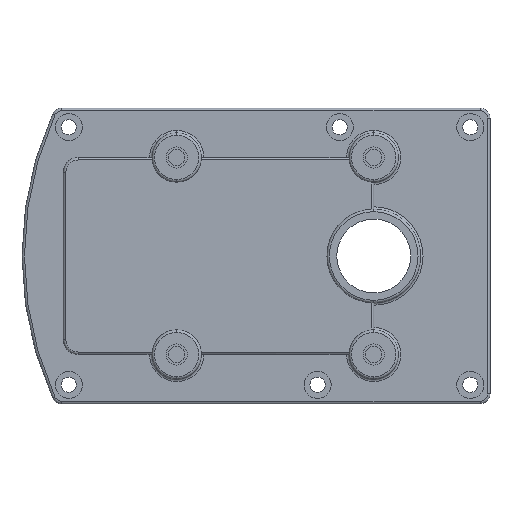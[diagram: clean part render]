
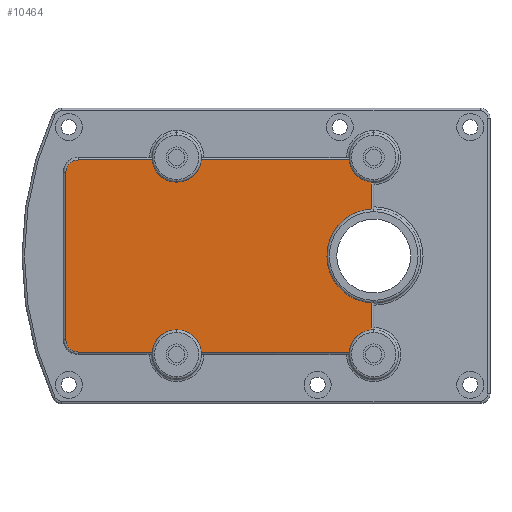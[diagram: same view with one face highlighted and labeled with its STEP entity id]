
A CAD part, front view. The second image highlights one B-rep face of the part: STEP entity #10464.
In plain terms, the highlighted planar face has unit normal (0, -1, 0).
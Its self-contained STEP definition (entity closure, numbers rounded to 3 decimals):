
#117 = EDGE_CURVE ( 'NONE', #2155, #769, #1973, .T. ) ;
#325 = VERTEX_POINT ( 'NONE', #7147 ) ;
#459 = CARTESIAN_POINT ( 'NONE',  ( 0.9, -2., -9.5 ) ) ;
#472 = CARTESIAN_POINT ( 'NONE',  ( 1.4, -2., -20. ) ) ;
#491 = EDGE_CURVE ( 'NONE', #5372, #12590, #16113, .T. ) ;
#560 = DIRECTION ( 'NONE',  ( 0., 0., -1. ) ) ;
#769 = VERTEX_POINT ( 'NONE', #15562 ) ;
#814 = VECTOR ( 'NONE', #12742, 1000. ) ;
#936 = CARTESIAN_POINT ( 'NONE',  ( -33.6, -2., 19.5 ) ) ;
#1093 = EDGE_CURVE ( 'NONE', #2228, #2155, #12016, .T. ) ;
#1314 = EDGE_CURVE ( 'NONE', #12590, #3246, #14190, .T. ) ;
#1349 = PLANE ( 'NONE',  #8837 ) ;
#1426 = VECTOR ( 'NONE', #4624, 1000. ) ;
#1701 = CARTESIAN_POINT ( 'NONE',  ( -61.1, -2., -17. ) ) ;
#1768 = EDGE_CURVE ( 'NONE', #13124, #4889, #7653, .T. ) ;
#1932 = DIRECTION ( 'NONE',  ( 0., 0., -1. ) ) ;
#1973 = CIRCLE ( 'NONE', #2840, 5. ) ;
#2155 = VERTEX_POINT ( 'NONE', #14406 ) ;
#2177 = DIRECTION ( 'NONE',  ( 0., 1., 0. ) ) ;
#2228 = VERTEX_POINT ( 'NONE', #16482 ) ;
#2242 = ORIENTED_EDGE ( 'NONE', *, *, #9921, .T. ) ;
#2289 = CARTESIAN_POINT ( 'NONE',  ( 1.4, -2., 20. ) ) ;
#2432 = CARTESIAN_POINT ( 'NONE',  ( -43.6, -2., -19.5 ) ) ;
#2543 = CARTESIAN_POINT ( 'NONE',  ( -61.1, -2., -17. ) ) ;
#2636 = VERTEX_POINT ( 'NONE', #12990 ) ;
#2658 = VERTEX_POINT ( 'NONE', #6201 ) ;
#2840 = AXIS2_PLACEMENT_3D ( 'NONE', #11763, #2177, #10323 ) ;
#3117 = LINE ( 'NONE', #15291, #11379 ) ;
#3131 = CARTESIAN_POINT ( 'NONE',  ( -3.6, -2., -19.5 ) ) ;
#3246 = VERTEX_POINT ( 'NONE', #2543 ) ;
#3345 = CARTESIAN_POINT ( 'NONE',  ( -43.575, -2., 19.5 ) ) ;
#3401 = ORIENTED_EDGE ( 'NONE', *, *, #491, .T. ) ;
#3485 = ORIENTED_EDGE ( 'NONE', *, *, #4874, .T. ) ;
#3673 = DIRECTION ( 'NONE',  ( 0., 0., 1. ) ) ;
#3683 = DIRECTION ( 'NONE',  ( 0., -1., 0. ) ) ;
#3685 = AXIS2_PLACEMENT_3D ( 'NONE', #5127, #3776, #17528 ) ;
#3776 = DIRECTION ( 'NONE',  ( 0., -1., 0. ) ) ;
#3914 = CIRCLE ( 'NONE', #7684, 5. ) ;
#3942 = CARTESIAN_POINT ( 'NONE',  ( 1.4, -2., 0. ) ) ;
#4123 = EDGE_CURVE ( 'NONE', #12475, #5372, #3117, .T. ) ;
#4556 = VERTEX_POINT ( 'NONE', #14184 ) ;
#4624 = DIRECTION ( 'NONE',  ( 0., 0., 1. ) ) ;
#4744 = DIRECTION ( 'NONE',  ( 0., 1., 0. ) ) ;
#4874 = EDGE_CURVE ( 'NONE', #17242, #2636, #7717, .T. ) ;
#4889 = VERTEX_POINT ( 'NONE', #15759 ) ;
#4953 = ORIENTED_EDGE ( 'NONE', *, *, #6983, .T. ) ;
#4998 = CIRCLE ( 'NONE', #10215, 2.5 ) ;
#5048 = CARTESIAN_POINT ( 'NONE',  ( -38.6, -2., -20. ) ) ;
#5052 = EDGE_LOOP ( 'NONE', ( #12339, #11469, #4953, #3485, #5263, #11051, #17586, #2242, #12265, #13907, #12041, #12539, #3401, #10758, #5844, #8836 ) ) ;
#5127 = CARTESIAN_POINT ( 'NONE',  ( -58.6, -2., 17. ) ) ;
#5263 = ORIENTED_EDGE ( 'NONE', *, *, #15461, .T. ) ;
#5372 = VERTEX_POINT ( 'NONE', #10663 ) ;
#5567 = DIRECTION ( 'NONE',  ( 0., 1., 0. ) ) ;
#5796 = DIRECTION ( 'NONE',  ( 0., -1., 0. ) ) ;
#5838 = VECTOR ( 'NONE', #3673, 1000. ) ;
#5844 = ORIENTED_EDGE ( 'NONE', *, *, #8180, .T. ) ;
#5859 = CARTESIAN_POINT ( 'NONE',  ( -38.6, -2., 15. ) ) ;
#6180 = CIRCLE ( 'NONE', #14272, 5. ) ;
#6201 = CARTESIAN_POINT ( 'NONE',  ( 0.9, -2., 15.025 ) ) ;
#6459 = DIRECTION ( 'NONE',  ( -1., 0., 0. ) ) ;
#6606 = CIRCLE ( 'NONE', #11522, 9.5 ) ;
#6643 = EDGE_CURVE ( 'NONE', #4556, #2658, #7837, .T. ) ;
#6647 = DIRECTION ( 'NONE',  ( 0., 1., 0. ) ) ;
#6873 = CARTESIAN_POINT ( 'NONE',  ( -58.6, -2., -17. ) ) ;
#6983 = EDGE_CURVE ( 'NONE', #11952, #17242, #14168, .T. ) ;
#7147 = CARTESIAN_POINT ( 'NONE',  ( 0.9, -2., -9.487 ) ) ;
#7154 = DIRECTION ( 'NONE',  ( -1., 0., 0. ) ) ;
#7194 = CARTESIAN_POINT ( 'NONE',  ( -3.575, -2., -19.5 ) ) ;
#7594 = CARTESIAN_POINT ( 'NONE',  ( -58.6, -2., -17. ) ) ;
#7598 = VECTOR ( 'NONE', #9494, 1000. ) ;
#7653 = LINE ( 'NONE', #936, #9809 ) ;
#7684 = AXIS2_PLACEMENT_3D ( 'NONE', #9080, #14594, #1932 ) ;
#7717 = CIRCLE ( 'NONE', #7996, 5. ) ;
#7809 = DIRECTION ( 'NONE',  ( 0., 0., -1. ) ) ;
#7837 = LINE ( 'NONE', #9291, #5838 ) ;
#7996 = AXIS2_PLACEMENT_3D ( 'NONE', #472, #12686, #560 ) ;
#8180 = EDGE_CURVE ( 'NONE', #3246, #2228, #4998, .T. ) ;
#8670 = EDGE_CURVE ( 'NONE', #4889, #12682, #6180, .T. ) ;
#8693 = CARTESIAN_POINT ( 'NONE',  ( -61.1, -2., 17. ) ) ;
#8836 = ORIENTED_EDGE ( 'NONE', *, *, #1093, .T. ) ;
#8837 = AXIS2_PLACEMENT_3D ( 'NONE', #6873, #5796, #11045 ) ;
#9080 = CARTESIAN_POINT ( 'NONE',  ( -38.6, -2., 20. ) ) ;
#9134 = DIRECTION ( 'NONE',  ( 0., 0., -1. ) ) ;
#9211 = DIRECTION ( 'NONE',  ( 0., 0., -1. ) ) ;
#9291 = CARTESIAN_POINT ( 'NONE',  ( 0.9, -2., 15. ) ) ;
#9494 = DIRECTION ( 'NONE',  ( 1., 0., 0. ) ) ;
#9809 = VECTOR ( 'NONE', #6459, 1000. ) ;
#9921 = EDGE_CURVE ( 'NONE', #2658, #13124, #13707, .T. ) ;
#10215 = AXIS2_PLACEMENT_3D ( 'NONE', #7594, #3683, #9211 ) ;
#10323 = DIRECTION ( 'NONE',  ( 0., 0., -1. ) ) ;
#10464 = ADVANCED_FACE ( 'NONE', ( #13750 ), #1349, .T. ) ;
#10490 = DIRECTION ( 'NONE',  ( 0., 1., 0. ) ) ;
#10663 = CARTESIAN_POINT ( 'NONE',  ( -58.6, -2., 19.5 ) ) ;
#10758 = ORIENTED_EDGE ( 'NONE', *, *, #1314, .T. ) ;
#10865 = EDGE_CURVE ( 'NONE', #12682, #12475, #3914, .T. ) ;
#11045 = DIRECTION ( 'NONE',  ( 0., 0., -1. ) ) ;
#11051 = ORIENTED_EDGE ( 'NONE', *, *, #13797, .T. ) ;
#11369 = DIRECTION ( 'NONE',  ( 1., 0., 0. ) ) ;
#11379 = VECTOR ( 'NONE', #7154, 1000. ) ;
#11469 = ORIENTED_EDGE ( 'NONE', *, *, #17831, .T. ) ;
#11522 = AXIS2_PLACEMENT_3D ( 'NONE', #3942, #5567, #17791 ) ;
#11585 = LINE ( 'NONE', #459, #1426 ) ;
#11693 = AXIS2_PLACEMENT_3D ( 'NONE', #2289, #4744, #7809 ) ;
#11763 = CARTESIAN_POINT ( 'NONE',  ( -38.6, -2., -20. ) ) ;
#11950 = AXIS2_PLACEMENT_3D ( 'NONE', #5048, #10490, #9134 ) ;
#11952 = VERTEX_POINT ( 'NONE', #13173 ) ;
#12016 = LINE ( 'NONE', #2432, #7598 ) ;
#12041 = ORIENTED_EDGE ( 'NONE', *, *, #10865, .T. ) ;
#12265 = ORIENTED_EDGE ( 'NONE', *, *, #1768, .T. ) ;
#12339 = ORIENTED_EDGE ( 'NONE', *, *, #117, .T. ) ;
#12435 = DIRECTION ( 'NONE',  ( 0., 0., -1. ) ) ;
#12475 = VERTEX_POINT ( 'NONE', #3345 ) ;
#12478 = VECTOR ( 'NONE', #11369, 1000. ) ;
#12530 = CIRCLE ( 'NONE', #11950, 5. ) ;
#12539 = ORIENTED_EDGE ( 'NONE', *, *, #4123, .T. ) ;
#12590 = VERTEX_POINT ( 'NONE', #8693 ) ;
#12682 = VERTEX_POINT ( 'NONE', #5859 ) ;
#12686 = DIRECTION ( 'NONE',  ( 0., 1., 0. ) ) ;
#12742 = DIRECTION ( 'NONE',  ( 0., 0., -1. ) ) ;
#12990 = CARTESIAN_POINT ( 'NONE',  ( 0.9, -2., -15.025 ) ) ;
#13124 = VERTEX_POINT ( 'NONE', #16794 ) ;
#13173 = CARTESIAN_POINT ( 'NONE',  ( -33.625, -2., -19.5 ) ) ;
#13707 = CIRCLE ( 'NONE', #11693, 5. ) ;
#13750 = FACE_OUTER_BOUND ( 'NONE', #5052, .T. ) ;
#13797 = EDGE_CURVE ( 'NONE', #325, #4556, #6606, .T. ) ;
#13907 = ORIENTED_EDGE ( 'NONE', *, *, #8670, .T. ) ;
#14168 = LINE ( 'NONE', #3131, #12478 ) ;
#14184 = CARTESIAN_POINT ( 'NONE',  ( 0.9, -2., 9.487 ) ) ;
#14190 = LINE ( 'NONE', #1701, #814 ) ;
#14272 = AXIS2_PLACEMENT_3D ( 'NONE', #15054, #6647, #12435 ) ;
#14406 = CARTESIAN_POINT ( 'NONE',  ( -43.575, -2., -19.5 ) ) ;
#14594 = DIRECTION ( 'NONE',  ( 0., 1., 0. ) ) ;
#15054 = CARTESIAN_POINT ( 'NONE',  ( -38.6, -2., 20. ) ) ;
#15291 = CARTESIAN_POINT ( 'NONE',  ( -58.6, -2., 19.5 ) ) ;
#15461 = EDGE_CURVE ( 'NONE', #2636, #325, #11585, .T. ) ;
#15562 = CARTESIAN_POINT ( 'NONE',  ( -38.6, -2., -15. ) ) ;
#15759 = CARTESIAN_POINT ( 'NONE',  ( -33.625, -2., 19.5 ) ) ;
#16113 = CIRCLE ( 'NONE', #3685, 2.5 ) ;
#16482 = CARTESIAN_POINT ( 'NONE',  ( -58.6, -2., -19.5 ) ) ;
#16794 = CARTESIAN_POINT ( 'NONE',  ( -3.575, -2., 19.5 ) ) ;
#17242 = VERTEX_POINT ( 'NONE', #7194 ) ;
#17528 = DIRECTION ( 'NONE',  ( 0., 0., -1. ) ) ;
#17586 = ORIENTED_EDGE ( 'NONE', *, *, #6643, .T. ) ;
#17791 = DIRECTION ( 'NONE',  ( 0., 0., -1. ) ) ;
#17831 = EDGE_CURVE ( 'NONE', #769, #11952, #12530, .T. ) ;
